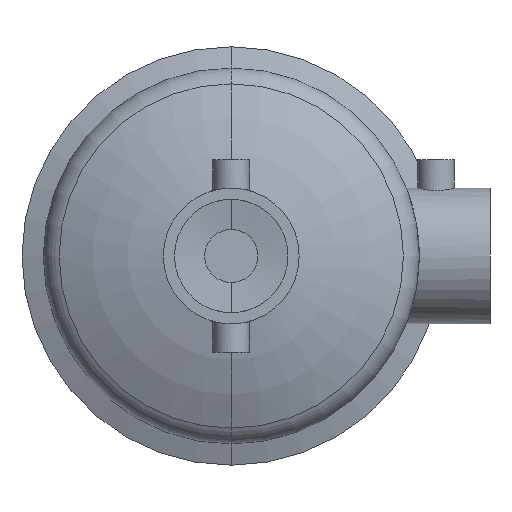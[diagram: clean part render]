
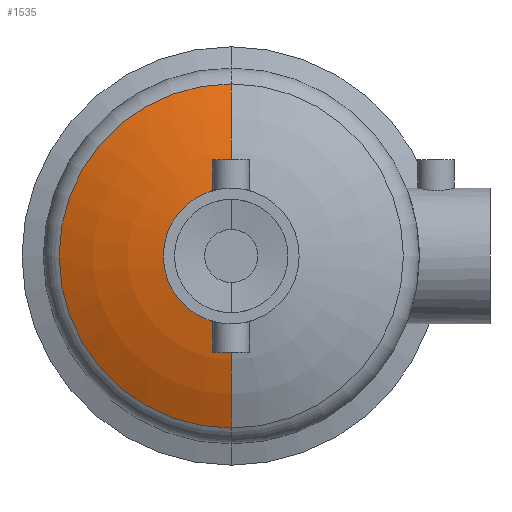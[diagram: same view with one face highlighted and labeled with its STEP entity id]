
A CAD part, front view. The second image highlights one B-rep face of the part: STEP entity #1535.
In plain terms, the highlighted toroidal (fillet/blend) face has major radius 2.65 mm and minor radius 168.275 mm.
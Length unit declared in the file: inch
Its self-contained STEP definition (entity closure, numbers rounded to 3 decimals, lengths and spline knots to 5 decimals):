
#87 = FACE_OUTER_BOUND ( 'NONE', #2969, .T. ) ;
#490 = TOROIDAL_SURFACE ( 'NONE', #3186, 0.10433, 6.625 ) ;
#497 = VERTEX_POINT ( 'NONE', #1483 ) ;
#596 = CARTESIAN_POINT ( 'NONE',  ( 0., 2.34206, 0. ) ) ;
#638 = CIRCLE ( 'NONE', #1773, 1.19685 ) ;
#741 = EDGE_CURVE ( 'NONE', #2208, #2591, #815, .T. ) ;
#815 = CIRCLE ( 'NONE', #3816, 6.625 ) ;
#817 = DIRECTION ( 'NONE',  ( 0., 0., 1. ) ) ;
#820 = DIRECTION ( 'NONE',  ( 0., 0., -1. ) ) ;
#997 = DIRECTION ( 'NONE',  ( 0., 0., -1. ) ) ;
#1033 = DIRECTION ( 'NONE',  ( 0., -1., 0. ) ) ;
#1083 = DIRECTION ( 'NONE',  ( 1., 0., 0. ) ) ;
#1159 = ORIENTED_EDGE ( 'NONE', *, *, #1691, .F. ) ;
#1380 = DIRECTION ( 'NONE',  ( 0., 0., -1. ) ) ;
#1403 = DIRECTION ( 'NONE',  ( 0., -1., 0. ) ) ;
#1441 = EDGE_CURVE ( 'NONE', #497, #2921, #3059, .T. ) ;
#1483 = CARTESIAN_POINT ( 'NONE',  ( 0., 2.34206, 3.03358 ) ) ;
#1495 = AXIS2_PLACEMENT_3D ( 'NONE', #596, #1772, #3043 ) ;
#1528 = ORIENTED_EDGE ( 'NONE', *, *, #1818, .T. ) ;
#1535 = ADVANCED_FACE ( 'NONE', ( #87 ), #490, .T. ) ;
#1661 = DIRECTION ( 'NONE',  ( -1., 0., 0. ) ) ;
#1691 = EDGE_CURVE ( 'NONE', #2921, #2591, #638, .T. ) ;
#1755 = CARTESIAN_POINT ( 'NONE',  ( 0., 1.75, 0. ) ) ;
#1772 = DIRECTION ( 'NONE',  ( 0., -1., 0. ) ) ;
#1773 = AXIS2_PLACEMENT_3D ( 'NONE', #1755, #1403, #820 ) ;
#1785 = CARTESIAN_POINT ( 'NONE',  ( 0., 1.75, 1.19685 ) ) ;
#1818 = EDGE_CURVE ( 'NONE', #497, #2208, #2735, .T. ) ;
#2208 = VERTEX_POINT ( 'NONE', #3683 ) ;
#2298 = CARTESIAN_POINT ( 'NONE',  ( 0., 8.2843, 0.10433 ) ) ;
#2319 = CARTESIAN_POINT ( 'NONE',  ( 0., 8.2843, -0.10433 ) ) ;
#2591 = VERTEX_POINT ( 'NONE', #3850 ) ;
#2735 = CIRCLE ( 'NONE', #1495, 3.03358 ) ;
#2921 = VERTEX_POINT ( 'NONE', #1785 ) ;
#2969 = EDGE_LOOP ( 'NONE', ( #3784, #1528, #3453, #1159 ) ) ;
#3013 = AXIS2_PLACEMENT_3D ( 'NONE', #2298, #1083, #1380 ) ;
#3043 = DIRECTION ( 'NONE',  ( 0., 0., -1. ) ) ;
#3059 = CIRCLE ( 'NONE', #3013, 6.625 ) ;
#3186 = AXIS2_PLACEMENT_3D ( 'NONE', #3707, #1033, #997 ) ;
#3453 = ORIENTED_EDGE ( 'NONE', *, *, #741, .T. ) ;
#3683 = CARTESIAN_POINT ( 'NONE',  ( 0., 2.34206, -3.03358 ) ) ;
#3707 = CARTESIAN_POINT ( 'NONE',  ( 0., 8.2843, 0. ) ) ;
#3784 = ORIENTED_EDGE ( 'NONE', *, *, #1441, .F. ) ;
#3816 = AXIS2_PLACEMENT_3D ( 'NONE', #2319, #1661, #817 ) ;
#3850 = CARTESIAN_POINT ( 'NONE',  ( 0., 1.75, -1.19685 ) ) ;
